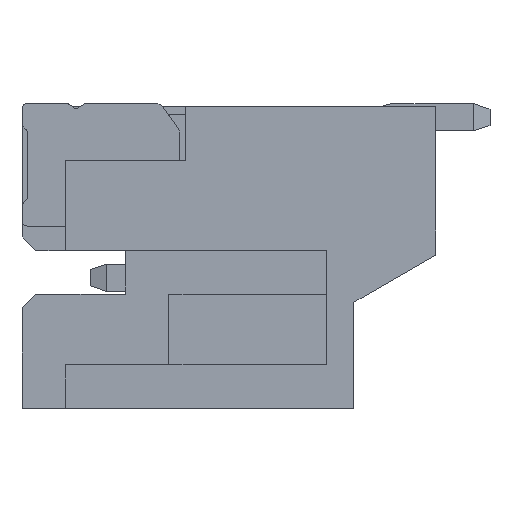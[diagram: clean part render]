
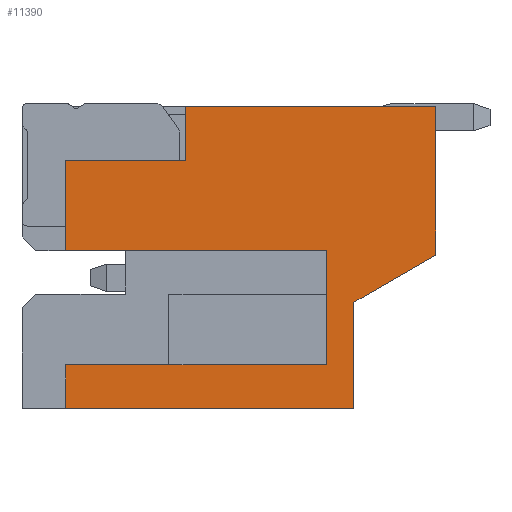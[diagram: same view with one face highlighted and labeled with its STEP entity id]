
A CAD part, left-side view. The second image highlights one B-rep face of the part: STEP entity #11390.
In plain terms, the highlighted planar face has unit normal (-1, 0, 0).
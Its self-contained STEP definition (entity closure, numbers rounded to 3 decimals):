
#181 = ORIENTED_EDGE ( 'NONE', *, *, #3274, .T. ) ;
#220 = CARTESIAN_POINT ( 'NONE',  ( 0., -2.55, 0.805 ) ) ;
#273 = CARTESIAN_POINT ( 'NONE',  ( 0., 2.25, 0. ) ) ;
#309 = DIRECTION ( 'NONE',  ( 0., 1., 0. ) ) ;
#507 = LINE ( 'NONE', #7807, #9142 ) ;
#598 = VECTOR ( 'NONE', #8227, 1000. ) ;
#675 = VERTEX_POINT ( 'NONE', #12676 ) ;
#848 = VECTOR ( 'NONE', #4231, 1000. ) ;
#1086 = EDGE_CURVE ( 'NONE', #10701, #1410, #9663, .T. ) ;
#1111 = LINE ( 'NONE', #12565, #4808 ) ;
#1163 = CARTESIAN_POINT ( 'NONE',  ( 0., 0.35, 0.8 ) ) ;
#1252 = VECTOR ( 'NONE', #11617, 1000. ) ;
#1409 = PLANE ( 'NONE',  #12305 ) ;
#1410 = VERTEX_POINT ( 'NONE', #220 ) ;
#1540 = CARTESIAN_POINT ( 'NONE',  ( 0., 2.25, 0.8 ) ) ;
#2088 = CARTESIAN_POINT ( 'NONE',  ( 0., -4.55, 2.816 ) ) ;
#2428 = ORIENTED_EDGE ( 'NONE', *, *, #6503, .F. ) ;
#2442 = CARTESIAN_POINT ( 'NONE',  ( 0., -2.55, 2.9 ) ) ;
#2461 = DIRECTION ( 'NONE',  ( 0., 0., 1. ) ) ;
#2492 = DIRECTION ( 'NONE',  ( 1., 0., 0. ) ) ;
#2564 = CARTESIAN_POINT ( 'NONE',  ( 0., -1.15, 2.775 ) ) ;
#3071 = VERTEX_POINT ( 'NONE', #11393 ) ;
#3125 = CARTESIAN_POINT ( 'NONE',  ( 0., 2.25, 0.8 ) ) ;
#3177 = DIRECTION ( 'NONE',  ( 0., -1., 0. ) ) ;
#3221 = DIRECTION ( 'NONE',  ( 0., 0., 1. ) ) ;
#3271 = LINE ( 'NONE', #1163, #848 ) ;
#3274 = EDGE_CURVE ( 'NONE', #11995, #9296, #9319, .T. ) ;
#3279 = VERTEX_POINT ( 'NONE', #11432 ) ;
#3280 = ORIENTED_EDGE ( 'NONE', *, *, #8623, .F. ) ;
#3368 = EDGE_CURVE ( 'NONE', #3696, #3279, #10688, .T. ) ;
#3375 = LINE ( 'NONE', #5502, #1252 ) ;
#3506 = VERTEX_POINT ( 'NONE', #8970 ) ;
#3532 = LINE ( 'NONE', #4497, #8654 ) ;
#3613 = LINE ( 'NONE', #4769, #7921 ) ;
#3640 = VECTOR ( 'NONE', #5701, 1000. ) ;
#3696 = VERTEX_POINT ( 'NONE', #11280 ) ;
#4231 = DIRECTION ( 'NONE',  ( 0., 0., 1. ) ) ;
#4281 = CARTESIAN_POINT ( 'NONE',  ( 0., 0.35, 0.805 ) ) ;
#4340 = LINE ( 'NONE', #11552, #4734 ) ;
#4440 = DIRECTION ( 'NONE',  ( 0., -1., 0. ) ) ;
#4497 = CARTESIAN_POINT ( 'NONE',  ( 0., 2.25, 4.55 ) ) ;
#4578 = DIRECTION ( 'NONE',  ( 0., 0., 1. ) ) ;
#4582 = CARTESIAN_POINT ( 'NONE',  ( 0., 0.05, 4.55 ) ) ;
#4596 = CARTESIAN_POINT ( 'NONE',  ( 0., -3.05, 0. ) ) ;
#4650 = CARTESIAN_POINT ( 'NONE',  ( 0., -4.55, 5.55 ) ) ;
#4734 = VECTOR ( 'NONE', #9439, 1000. ) ;
#4742 = DIRECTION ( 'NONE',  ( 0., -1., 0. ) ) ;
#4769 = CARTESIAN_POINT ( 'NONE',  ( 0., -4.55, 2.816 ) ) ;
#4808 = VECTOR ( 'NONE', #3221, 1000. ) ;
#4957 = VECTOR ( 'NONE', #9537, 1000. ) ;
#4972 = ORIENTED_EDGE ( 'NONE', *, *, #10533, .F. ) ;
#5386 = EDGE_CURVE ( 'NONE', #11995, #3506, #3613, .T. ) ;
#5411 = EDGE_CURVE ( 'NONE', #3279, #6790, #7963, .T. ) ;
#5502 = CARTESIAN_POINT ( 'NONE',  ( 0., 2.25, 0. ) ) ;
#5549 = VECTOR ( 'NONE', #4578, 1000. ) ;
#5701 = DIRECTION ( 'NONE',  ( 0., -1., 0. ) ) ;
#5798 = CARTESIAN_POINT ( 'NONE',  ( 0., 2.25, 2.9 ) ) ;
#5861 = CARTESIAN_POINT ( 'NONE',  ( 0., 0.35, 0.805 ) ) ;
#6140 = CARTESIAN_POINT ( 'NONE',  ( 0., 2.25, 4.55 ) ) ;
#6446 = ORIENTED_EDGE ( 'NONE', *, *, #12301, .T. ) ;
#6503 = EDGE_CURVE ( 'NONE', #1410, #3696, #1111, .T. ) ;
#6559 = LINE ( 'NONE', #4582, #8147 ) ;
#6564 = VERTEX_POINT ( 'NONE', #4596 ) ;
#6790 = VERTEX_POINT ( 'NONE', #6140 ) ;
#6931 = VERTEX_POINT ( 'NONE', #11019 ) ;
#7327 = EDGE_CURVE ( 'NONE', #675, #9296, #507, .T. ) ;
#7462 = ORIENTED_EDGE ( 'NONE', *, *, #7327, .F. ) ;
#7807 = CARTESIAN_POINT ( 'NONE',  ( 0., 0.05, 5.55 ) ) ;
#7921 = VECTOR ( 'NONE', #13019, 1000. ) ;
#7955 = ORIENTED_EDGE ( 'NONE', *, *, #3368, .F. ) ;
#7963 = LINE ( 'NONE', #5798, #5549 ) ;
#8147 = VECTOR ( 'NONE', #2461, 1000. ) ;
#8227 = DIRECTION ( 'NONE',  ( 0., 0., 1. ) ) ;
#8276 = EDGE_LOOP ( 'NONE', ( #4972, #10928, #10083, #7955, #2428, #9643, #8435, #3280, #10039, #6446, #11375, #8621, #181, #7462 ) ) ;
#8349 = EDGE_CURVE ( 'NONE', #6564, #3506, #4340, .T. ) ;
#8402 = EDGE_CURVE ( 'NONE', #12978, #12211, #3375, .T. ) ;
#8435 = ORIENTED_EDGE ( 'NONE', *, *, #13361, .F. ) ;
#8453 = CARTESIAN_POINT ( 'NONE',  ( 0., -4.55, 2.816 ) ) ;
#8621 = ORIENTED_EDGE ( 'NONE', *, *, #5386, .F. ) ;
#8623 = EDGE_CURVE ( 'NONE', #12211, #6931, #10872, .T. ) ;
#8654 = VECTOR ( 'NONE', #11783, 1000. ) ;
#8970 = CARTESIAN_POINT ( 'NONE',  ( 0., -3.05, 1.95 ) ) ;
#9142 = VECTOR ( 'NONE', #4742, 1000. ) ;
#9296 = VERTEX_POINT ( 'NONE', #4650 ) ;
#9319 = LINE ( 'NONE', #2088, #598 ) ;
#9439 = DIRECTION ( 'NONE',  ( 0., 0., 1. ) ) ;
#9537 = DIRECTION ( 'NONE',  ( 0., 1., 0. ) ) ;
#9643 = ORIENTED_EDGE ( 'NONE', *, *, #1086, .F. ) ;
#9663 = LINE ( 'NONE', #4281, #10912 ) ;
#10039 = ORIENTED_EDGE ( 'NONE', *, *, #8402, .F. ) ;
#10083 = ORIENTED_EDGE ( 'NONE', *, *, #5411, .F. ) ;
#10197 = CARTESIAN_POINT ( 'NONE',  ( 0., 2.25, 0. ) ) ;
#10533 = EDGE_CURVE ( 'NONE', #3071, #675, #6559, .T. ) ;
#10688 = LINE ( 'NONE', #2442, #4957 ) ;
#10701 = VERTEX_POINT ( 'NONE', #5861 ) ;
#10872 = LINE ( 'NONE', #1540, #3640 ) ;
#10912 = VECTOR ( 'NONE', #3177, 1000. ) ;
#10928 = ORIENTED_EDGE ( 'NONE', *, *, #12735, .F. ) ;
#11019 = CARTESIAN_POINT ( 'NONE',  ( 0., 0.35, 0.8 ) ) ;
#11236 = VECTOR ( 'NONE', #4440, 1000. ) ;
#11280 = CARTESIAN_POINT ( 'NONE',  ( 0., -2.55, 2.9 ) ) ;
#11375 = ORIENTED_EDGE ( 'NONE', *, *, #8349, .T. ) ;
#11390 = ADVANCED_FACE ( 'NONE', ( #11903 ), #1409, .F. ) ;
#11393 = CARTESIAN_POINT ( 'NONE',  ( 0., 0.05, 4.55 ) ) ;
#11432 = CARTESIAN_POINT ( 'NONE',  ( 0., 2.25, 2.9 ) ) ;
#11552 = CARTESIAN_POINT ( 'NONE',  ( 0., -3.05, 0. ) ) ;
#11617 = DIRECTION ( 'NONE',  ( 0., 0., 1. ) ) ;
#11783 = DIRECTION ( 'NONE',  ( 0., -1., 0. ) ) ;
#11903 = FACE_OUTER_BOUND ( 'NONE', #8276, .T. ) ;
#11995 = VERTEX_POINT ( 'NONE', #8453 ) ;
#12211 = VERTEX_POINT ( 'NONE', #3125 ) ;
#12301 = EDGE_CURVE ( 'NONE', #12978, #6564, #12818, .T. ) ;
#12305 = AXIS2_PLACEMENT_3D ( 'NONE', #2564, #2492, #309 ) ;
#12565 = CARTESIAN_POINT ( 'NONE',  ( 0., -2.55, 0.805 ) ) ;
#12676 = CARTESIAN_POINT ( 'NONE',  ( 0., 0.05, 5.55 ) ) ;
#12735 = EDGE_CURVE ( 'NONE', #6790, #3071, #3532, .T. ) ;
#12818 = LINE ( 'NONE', #273, #11236 ) ;
#12978 = VERTEX_POINT ( 'NONE', #10197 ) ;
#13019 = DIRECTION ( 'NONE',  ( 0., 0.866, -0.5 ) ) ;
#13361 = EDGE_CURVE ( 'NONE', #6931, #10701, #3271, .T. ) ;
